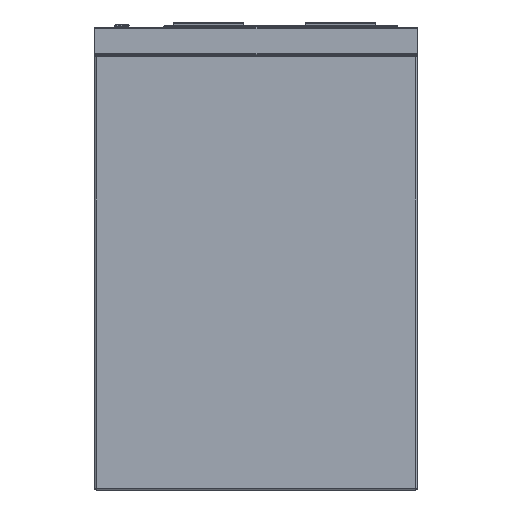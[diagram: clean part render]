
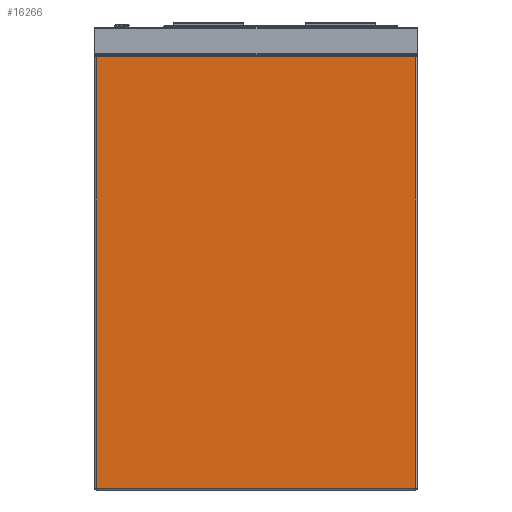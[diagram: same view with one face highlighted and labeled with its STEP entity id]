
A CAD part, left-side view. The second image highlights one B-rep face of the part: STEP entity #16266.
In plain terms, the highlighted planar face has unit normal (-1, 0, 0).
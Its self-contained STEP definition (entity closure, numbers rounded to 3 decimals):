
#864 = EDGE_CURVE ( 'NONE', #34054, #28353, #24849, .T. ) ;
#1558 = DIRECTION ( 'NONE',  ( 0., 0., -1. ) ) ;
#1655 = AXIS2_PLACEMENT_3D ( 'NONE', #8257, #33372, #19271 ) ;
#2627 = CARTESIAN_POINT ( 'NONE',  ( -880., -228., -42. ) ) ;
#7506 = EDGE_CURVE ( 'NONE', #31752, #34054, #9798, .T. ) ;
#8257 = CARTESIAN_POINT ( 'NONE',  ( -880., -230., -660. ) ) ;
#9214 = CARTESIAN_POINT ( 'NONE',  ( -880., 228., -658. ) ) ;
#9798 = LINE ( 'NONE', #27309, #22028 ) ;
#10321 = DIRECTION ( 'NONE',  ( 0., -1., 0. ) ) ;
#11747 = VECTOR ( 'NONE', #10321, 1000. ) ;
#12765 = CARTESIAN_POINT ( 'NONE',  ( -880., -230., -658. ) ) ;
#13275 = ORIENTED_EDGE ( 'NONE', *, *, #7506, .T. ) ;
#13359 = VECTOR ( 'NONE', #19248, 1000. ) ;
#15074 = ORIENTED_EDGE ( 'NONE', *, *, #16025, .T. ) ;
#16025 = EDGE_CURVE ( 'NONE', #28353, #31913, #26913, .T. ) ;
#16266 = ADVANCED_FACE ( 'Fl�che7', ( #16844 ), #22071, .T. ) ;
#16269 = CARTESIAN_POINT ( 'NONE',  ( -880., 228., -42. ) ) ;
#16844 = FACE_OUTER_BOUND ( 'NONE', #36306, .T. ) ;
#17876 = ORIENTED_EDGE ( 'NONE', *, *, #864, .T. ) ;
#19248 = DIRECTION ( 'NONE',  ( 0., 0., 1. ) ) ;
#19271 = DIRECTION ( 'NONE',  ( 0., 0., 1. ) ) ;
#21803 = EDGE_CURVE ( 'NONE', #31913, #31752, #36336, .T. ) ;
#22028 = VECTOR ( 'NONE', #26567, 1000. ) ;
#22071 = PLANE ( 'NONE',  #1655 ) ;
#24849 = LINE ( 'NONE', #30222, #26495 ) ;
#26225 = ORIENTED_EDGE ( 'NONE', *, *, #21803, .T. ) ;
#26495 = VECTOR ( 'NONE', #1558, 1000. ) ;
#26567 = DIRECTION ( 'NONE',  ( 0., 1., 0. ) ) ;
#26913 = LINE ( 'NONE', #12765, #11747 ) ;
#27309 = CARTESIAN_POINT ( 'NONE',  ( -880., 230., -42. ) ) ;
#28353 = VERTEX_POINT ( 'NONE', #9214 ) ;
#29250 = CARTESIAN_POINT ( 'NONE',  ( -880., -228., -658. ) ) ;
#30203 = CARTESIAN_POINT ( 'NONE',  ( -880., -228., -660. ) ) ;
#30222 = CARTESIAN_POINT ( 'NONE',  ( -880., 228., -660. ) ) ;
#31752 = VERTEX_POINT ( 'NONE', #2627 ) ;
#31913 = VERTEX_POINT ( 'NONE', #29250 ) ;
#33372 = DIRECTION ( 'NONE',  ( -1., 0., 0. ) ) ;
#34054 = VERTEX_POINT ( 'NONE', #16269 ) ;
#36306 = EDGE_LOOP ( 'NONE', ( #26225, #13275, #17876, #15074 ) ) ;
#36336 = LINE ( 'NONE', #30203, #13359 ) ;
